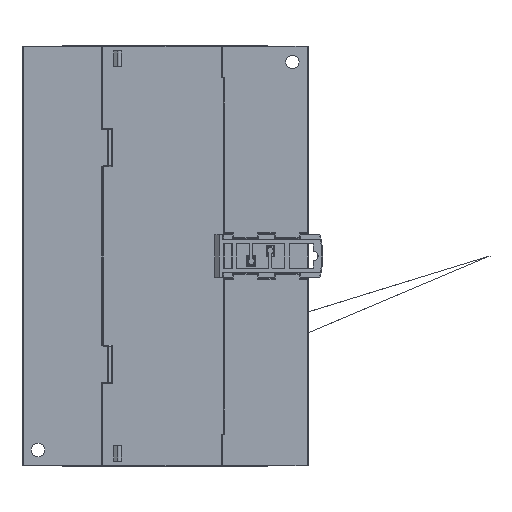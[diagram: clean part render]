
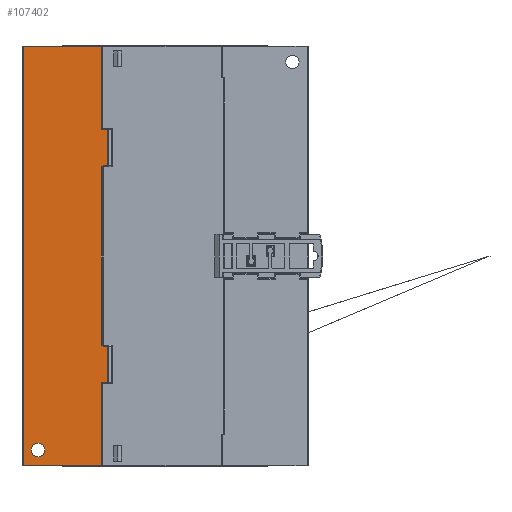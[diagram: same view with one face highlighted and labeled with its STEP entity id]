
A CAD part, front view. The second image highlights one B-rep face of the part: STEP entity #107402.
In plain terms, the highlighted planar face has unit normal (0, -1, 0).
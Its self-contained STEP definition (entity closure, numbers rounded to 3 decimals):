
#3258 =( BOUNDED_CURVE ( )  B_SPLINE_CURVE ( 3, ( #100571, #100569, #100568, #100573 ),
 .UNSPECIFIED., .F., .T. ) 
 B_SPLINE_CURVE_WITH_KNOTS ( ( 4, 4 ),
 ( 0., 1.571 ),
 .UNSPECIFIED. ) 
 CURVE ( )  GEOMETRIC_REPRESENTATION_ITEM ( )  RATIONAL_B_SPLINE_CURVE ( ( 1., 0.805, 0.805, 1. ) ) 
 REPRESENTATION_ITEM ( '' )  );
#3331 =( BOUNDED_CURVE ( )  B_SPLINE_CURVE ( 3, ( #139405, #139403, #139401, #139406 ),
 .UNSPECIFIED., .F., .T. ) 
 B_SPLINE_CURVE_WITH_KNOTS ( ( 4, 4 ),
 ( 4.712, 6.283 ),
 .UNSPECIFIED. ) 
 CURVE ( )  GEOMETRIC_REPRESENTATION_ITEM ( )  RATIONAL_B_SPLINE_CURVE ( ( 1., 0.805, 0.805, 1. ) ) 
 REPRESENTATION_ITEM ( '' )  );
#8681 = CARTESIAN_POINT ( 'NONE',  ( -40., -10., -58.9 ) ) ;
#9190 = CARTESIAN_POINT ( 'NONE',  ( -40., -10., -63.1 ) ) ;
#11163 = EDGE_LOOP ( 'NONE', ( #13962, #13933, #13938, #13916, #13921, #13889, #13894, #13875, #13884, #13879, #14136, #14122, #14126, #14112 ) ) ;
#11646 = EDGE_LOOP ( 'NONE', ( #13985, #13952 ) ) ;
#13875 = ORIENTED_EDGE ( 'NONE', *, *, #111871, .F. ) ;
#13879 = ORIENTED_EDGE ( 'NONE', *, *, #111802, .F. ) ;
#13884 = ORIENTED_EDGE ( 'NONE', *, *, #111394, .T. ) ;
#13889 = ORIENTED_EDGE ( 'NONE', *, *, #111827, .T. ) ;
#13894 = ORIENTED_EDGE ( 'NONE', *, *, #112654, .T. ) ;
#13916 = ORIENTED_EDGE ( 'NONE', *, *, #112341, .T. ) ;
#13921 = ORIENTED_EDGE ( 'NONE', *, *, #111818, .T. ) ;
#13933 = ORIENTED_EDGE ( 'NONE', *, *, #111814, .T. ) ;
#13938 = ORIENTED_EDGE ( 'NONE', *, *, #111554, .F. ) ;
#13952 = ORIENTED_EDGE ( 'NONE', *, *, #111584, .T. ) ;
#13962 = ORIENTED_EDGE ( 'NONE', *, *, #111908, .T. ) ;
#13985 = ORIENTED_EDGE ( 'NONE', *, *, #111491, .T. ) ;
#14112 = ORIENTED_EDGE ( 'NONE', *, *, #112033, .F. ) ;
#14122 = ORIENTED_EDGE ( 'NONE', *, *, #112582, .F. ) ;
#14126 = ORIENTED_EDGE ( 'NONE', *, *, #112119, .T. ) ;
#14136 = ORIENTED_EDGE ( 'NONE', *, *, #111447, .T. ) ;
#48868 = FACE_BOUND ( 'NONE', #11646, .T. ) ;
#48875 = FACE_OUTER_BOUND ( 'NONE', #11163, .T. ) ;
#66750 = AXIS2_PLACEMENT_3D ( 'NONE', #151067, #151062, #151075 ) ;
#67328 = AXIS2_PLACEMENT_3D ( 'NONE', #100320, #100321, #100323 ) ;
#67333 = AXIS2_PLACEMENT_3D ( 'NONE', #100413, #100414, #100415 ) ;
#100249 = CARTESIAN_POINT ( 'NONE',  ( -19.731, -10., -28.3 ) ) ;
#100250 = DIRECTION ( 'NONE',  ( -1., 0., 0. ) ) ;
#100286 = CARTESIAN_POINT ( 'NONE',  ( -20.028, -10., 28. ) ) ;
#100291 = DIRECTION ( 'NONE',  ( 0., 0., 1. ) ) ;
#100320 = CARTESIAN_POINT ( 'NONE',  ( -40., -10., -61. ) ) ;
#100321 = DIRECTION ( 'NONE',  ( 0., 1., 0. ) ) ;
#100323 = DIRECTION ( 'NONE',  ( -1., 0., 0. ) ) ;
#100366 = CARTESIAN_POINT ( 'NONE',  ( 32.5, -10., 65.913 ) ) ;
#100369 = DIRECTION ( 'NONE',  ( 1., 0., 0. ) ) ;
#100413 = CARTESIAN_POINT ( 'NONE',  ( -40., -10., -61. ) ) ;
#100414 = DIRECTION ( 'NONE',  ( 0., 1., 0. ) ) ;
#100415 = DIRECTION ( 'NONE',  ( -1., 0., 0. ) ) ;
#100568 = CARTESIAN_POINT ( 'NONE',  ( -19.779, -10., -28.3 ) ) ;
#100569 = CARTESIAN_POINT ( 'NONE',  ( -20.028, -10., -28.051 ) ) ;
#100571 = CARTESIAN_POINT ( 'NONE',  ( -20.028, -10., -27.7 ) ) ;
#100573 = CARTESIAN_POINT ( 'NONE',  ( -19.428, -10., -28.3 ) ) ;
#100576 = DIRECTION ( 'NONE',  ( 0., 0., 1. ) ) ;
#100577 = CARTESIAN_POINT ( 'NONE',  ( 32.5, -10., -65.913 ) ) ;
#100578 = CARTESIAN_POINT ( 'NONE',  ( -20.028, -10., 65.913 ) ) ;
#100583 = CARTESIAN_POINT ( 'NONE',  ( -20.028, -10., -40. ) ) ;
#100585 = DIRECTION ( 'NONE',  ( 1., 0., 0. ) ) ;
#100591 = DIRECTION ( 'NONE',  ( 0., 0., 1. ) ) ;
#100620 = CARTESIAN_POINT ( 'NONE',  ( -18.102, -10., 66. ) ) ;
#100625 = DIRECTION ( 'NONE',  ( 0., 0., -1. ) ) ;
#107402 = ADVANCED_FACE ( 'NONE', ( #48868, #48875 ), #151071, .F. ) ;
#108049 = CARTESIAN_POINT ( 'NONE',  ( -18.102, -10., -39.7 ) ) ;
#108066 = DIRECTION ( 'NONE',  ( 1., 0., 0. ) ) ;
#111394 = EDGE_CURVE ( 'NONE', #125811, #125831, #133969, .T. ) ;
#111447 = EDGE_CURVE ( 'NONE', #125850, #125835, #133996, .T. ) ;
#111491 = EDGE_CURVE ( 'NONE', #170004, #169503, #134047, .T. ) ;
#111554 = EDGE_CURVE ( 'NONE', #125854, #125856, #134097, .T. ) ;
#111584 = EDGE_CURVE ( 'NONE', #169503, #170004, #134110, .T. ) ;
#111802 = EDGE_CURVE ( 'NONE', #125850, #125831, #3258, .T. ) ;
#111814 = EDGE_CURVE ( 'NONE', #125848, #125856, #134335, .T. ) ;
#111818 = EDGE_CURVE ( 'NONE', #125860, #125862, #134333, .T. ) ;
#111827 = EDGE_CURVE ( 'NONE', #125862, #125795, #134341, .T. ) ;
#111871 = EDGE_CURVE ( 'NONE', #125811, #125797, #134397, .T. ) ;
#111908 = EDGE_CURVE ( 'NONE', #125816, #125848, #134441, .T. ) ;
#112033 = EDGE_CURVE ( 'NONE', #125816, #125841, #134626, .T. ) ;
#112119 = EDGE_CURVE ( 'NONE', #125830, #125841, #134772, .T. ) ;
#112341 = EDGE_CURVE ( 'NONE', #125854, #125860, #134989, .T. ) ;
#112582 = EDGE_CURVE ( 'NONE', #125830, #125835, #3331, .T. ) ;
#112654 = EDGE_CURVE ( 'NONE', #125795, #125797, #135254, .T. ) ;
#123905 = CARTESIAN_POINT ( 'NONE',  ( -20.028, -10., -39.7 ) ) ;
#123906 = CARTESIAN_POINT ( 'NONE',  ( -18.102, -10., -39.7 ) ) ;
#123913 = CARTESIAN_POINT ( 'NONE',  ( -18.102, -10., -28.3 ) ) ;
#123915 = CARTESIAN_POINT ( 'NONE',  ( -18.102, -10., 39.7 ) ) ;
#123922 = CARTESIAN_POINT ( 'NONE',  ( -19.428, -10., 28.3 ) ) ;
#123923 = CARTESIAN_POINT ( 'NONE',  ( -19.428, -10., -28.3 ) ) ;
#123925 = CARTESIAN_POINT ( 'NONE',  ( -20.028, -10., 27.7 ) ) ;
#123927 = CARTESIAN_POINT ( 'NONE',  ( -18.102, -10., 28.3 ) ) ;
#123930 = CARTESIAN_POINT ( 'NONE',  ( -20.028, -10., 39.7 ) ) ;
#123931 = CARTESIAN_POINT ( 'NONE',  ( -20.028, -10., -27.7 ) ) ;
#123932 = CARTESIAN_POINT ( 'NONE',  ( -44.615, -10., 65.913 ) ) ;
#123933 = CARTESIAN_POINT ( 'NONE',  ( -20.028, -10., 65.913 ) ) ;
#123935 = CARTESIAN_POINT ( 'NONE',  ( -44.615, -10., -65.913 ) ) ;
#123936 = CARTESIAN_POINT ( 'NONE',  ( -20.028, -10., -65.913 ) ) ;
#125795 = VERTEX_POINT ( 'NONE', #123905 ) ;
#125797 = VERTEX_POINT ( 'NONE', #123906 ) ;
#125811 = VERTEX_POINT ( 'NONE', #123913 ) ;
#125816 = VERTEX_POINT ( 'NONE', #123915 ) ;
#125830 = VERTEX_POINT ( 'NONE', #123922 ) ;
#125831 = VERTEX_POINT ( 'NONE', #123923 ) ;
#125835 = VERTEX_POINT ( 'NONE', #123925 ) ;
#125841 = VERTEX_POINT ( 'NONE', #123927 ) ;
#125848 = VERTEX_POINT ( 'NONE', #123930 ) ;
#125850 = VERTEX_POINT ( 'NONE', #123931 ) ;
#125854 = VERTEX_POINT ( 'NONE', #123932 ) ;
#125856 = VERTEX_POINT ( 'NONE', #123933 ) ;
#125860 = VERTEX_POINT ( 'NONE', #123935 ) ;
#125862 = VERTEX_POINT ( 'NONE', #123936 ) ;
#133969 = LINE ( 'NONE', #100249, #133974 ) ;
#133974 = VECTOR ( 'NONE', #100250, 1000. ) ;
#133996 = LINE ( 'NONE', #100286, #134015 ) ;
#134015 = VECTOR ( 'NONE', #100291, 1000. ) ;
#134047 = CIRCLE ( 'NONE', #67328, 2.1 ) ;
#134097 = LINE ( 'NONE', #100366, #134099 ) ;
#134099 = VECTOR ( 'NONE', #100369, 1000. ) ;
#134110 = CIRCLE ( 'NONE', #67333, 2.1 ) ;
#134333 = LINE ( 'NONE', #100577, #134343 ) ;
#134335 = LINE ( 'NONE', #100578, #134339 ) ;
#134339 = VECTOR ( 'NONE', #100576, 1000. ) ;
#134341 = LINE ( 'NONE', #100583, #134353 ) ;
#134343 = VECTOR ( 'NONE', #100585, 1000. ) ;
#134353 = VECTOR ( 'NONE', #100591, 1000. ) ;
#134397 = LINE ( 'NONE', #100620, #134408 ) ;
#134408 = VECTOR ( 'NONE', #100625, 1000. ) ;
#134441 = LINE ( 'NONE', #138250, #134457 ) ;
#134457 = VECTOR ( 'NONE', #138239, 1000. ) ;
#134626 = LINE ( 'NONE', #138635, #134635 ) ;
#134635 = VECTOR ( 'NONE', #138646, 1000. ) ;
#134772 = LINE ( 'NONE', #138903, #134778 ) ;
#134778 = VECTOR ( 'NONE', #138914, 1000. ) ;
#134989 = LINE ( 'NONE', #139242, #134996 ) ;
#134996 = VECTOR ( 'NONE', #139257, 1000. ) ;
#135254 = LINE ( 'NONE', #108049, #135264 ) ;
#135264 = VECTOR ( 'NONE', #108066, 1000. ) ;
#138239 = DIRECTION ( 'NONE',  ( -1., 0., 0. ) ) ;
#138250 = CARTESIAN_POINT ( 'NONE',  ( -19.731, -10., 39.7 ) ) ;
#138635 = CARTESIAN_POINT ( 'NONE',  ( -18.102, -10., 66. ) ) ;
#138646 = DIRECTION ( 'NONE',  ( 0., 0., -1. ) ) ;
#138903 = CARTESIAN_POINT ( 'NONE',  ( -18.102, -10., 28.3 ) ) ;
#138914 = DIRECTION ( 'NONE',  ( 1., 0., 0. ) ) ;
#139242 = CARTESIAN_POINT ( 'NONE',  ( -44.615, -10., 66. ) ) ;
#139257 = DIRECTION ( 'NONE',  ( 0., 0., -1. ) ) ;
#139401 = CARTESIAN_POINT ( 'NONE',  ( -20.028, -10., 28.051 ) ) ;
#139403 = CARTESIAN_POINT ( 'NONE',  ( -19.779, -10., 28.3 ) ) ;
#139405 = CARTESIAN_POINT ( 'NONE',  ( -19.428, -10., 28.3 ) ) ;
#139406 = CARTESIAN_POINT ( 'NONE',  ( -20.028, -10., 27.7 ) ) ;
#151062 = DIRECTION ( 'NONE',  ( 0., 1., 0. ) ) ;
#151067 = CARTESIAN_POINT ( 'NONE',  ( -18.102, -10., 66. ) ) ;
#151071 = PLANE ( 'NONE',  #66750 ) ;
#151075 = DIRECTION ( 'NONE',  ( -1., 0., 0. ) ) ;
#169503 = VERTEX_POINT ( 'NONE', #8681 ) ;
#170004 = VERTEX_POINT ( 'NONE', #9190 ) ;
